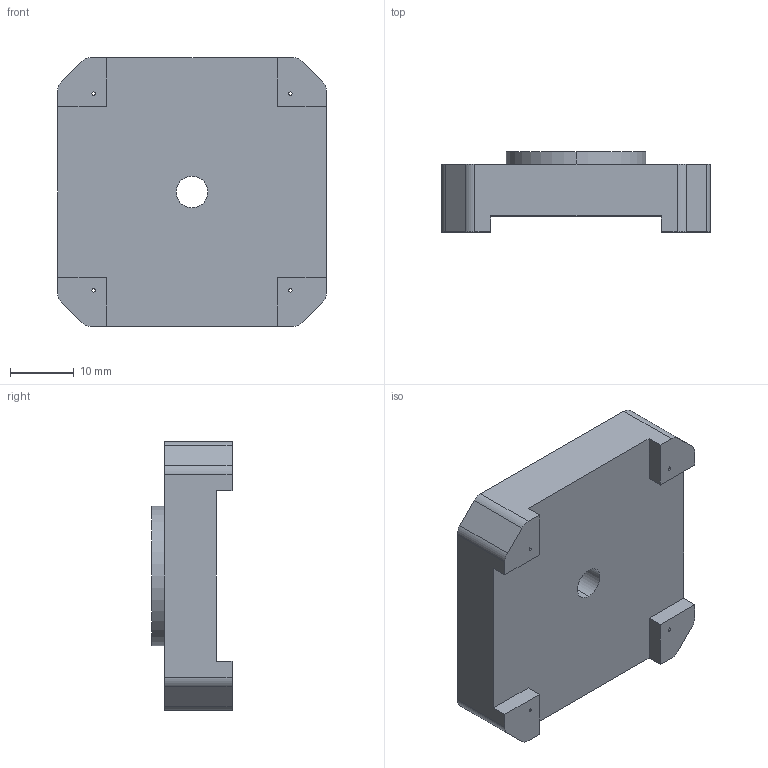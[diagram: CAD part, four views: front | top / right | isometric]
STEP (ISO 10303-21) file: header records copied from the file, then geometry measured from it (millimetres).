
FILE_DESCRIPTION (( 'STEP AP214' ), '1' );
FILE_NAME ('NEMA 17 Stepper Motor Top.step', '2015-01-21T14:40:50', ( 'Mark' ), ( '' ), 'SwSTEP 2.0', 'SolidWorks 2013', '' );
FILE_SCHEMA (( 'AUTOMOTIVE_DESIGN' ));
Length unit declared in the file: millimetre
Products named in the file (1): NEMA 17 Stepper Motor Top
Bounding box: 42.3 x 12.6 x 42.3 mm (x, y, z)
Volume: 14715.1 mm3; surface area: 5721.2 mm2
Topology: 1 solids, 1 shells, 69 faces, 172 edges, 108 vertices
Faces by surface type: plane 25, cylinder 24, cone 16, torus 4
Entity records: 2167 total; most frequent: DIRECTION 384, CARTESIAN_POINT 350, ORIENTED_EDGE 344, EDGE_CURVE 172, AXIS2_PLACEMENT_3D 142, VERTEX_POINT 108, VECTOR 100, LINE 100
